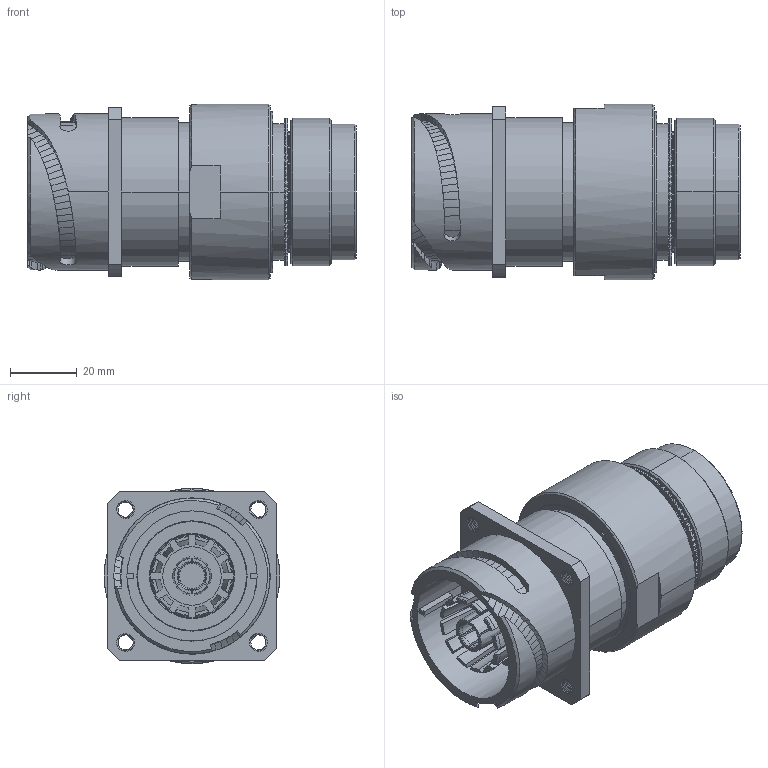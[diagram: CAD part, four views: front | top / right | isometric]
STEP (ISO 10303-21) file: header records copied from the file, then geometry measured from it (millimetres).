
FILE_DESCRIPTION((''),'2;1');
FILE_NAME('GCE3100E28M150S-B-T14','2024-07-12T08:50:40',('paultorloting'),('NET AG system integration'),'CREO PARAMETRIC BY PTC INC, 2021404','CREO PARAMETRIC BY PTC INC, 2021404','');
FILE_SCHEMA(('AUTOMOTIVE_DESIGN { 1 0 10303 214 1 1 1 1 }'));
Length unit declared in the file: millimetre
Products named in the file (1): GCE3100E28M150S-B-T14
Bounding box: 98.2 x 52.5 x 52.5 mm (x, y, z)
Volume: 144676.5 mm3; surface area: 30286.3 mm2
Topology: 1 solids, 1 shells, 1331 faces, 3356 edges, 2071 vertices
Faces by surface type: plane 864, bspline 238, cylinder 118, cone 71, torus 40
Entity records: 55956 total; most frequent: CARTESIAN_POINT 18846, ORIENTED_EDGE 6712, DIRECTION 5023, EDGE_CURVE 3356, VERTEX_POINT 2071, VECTOR 2022, LINE 2022, AXIS2_PLACEMENT_3D 1499
